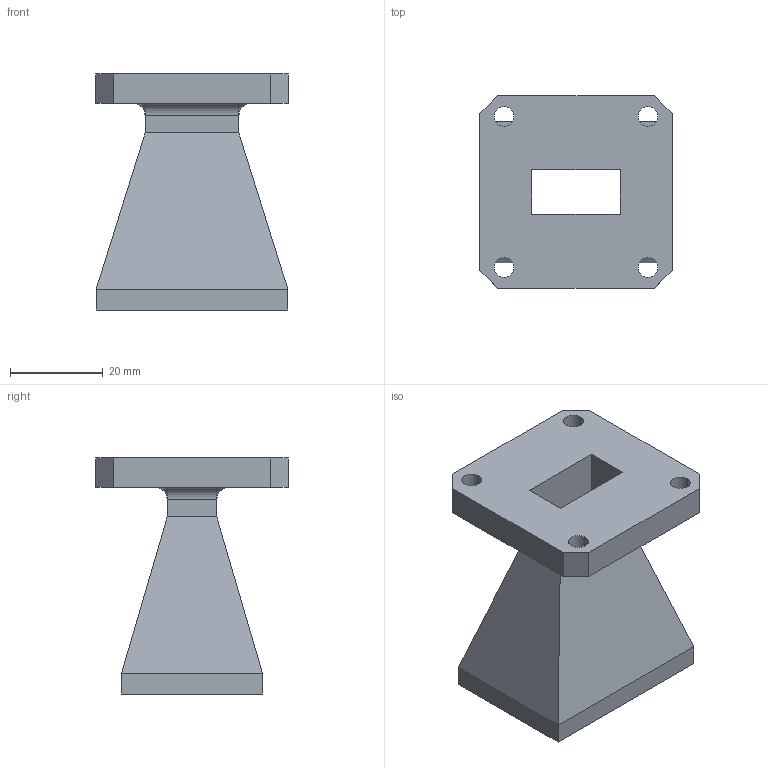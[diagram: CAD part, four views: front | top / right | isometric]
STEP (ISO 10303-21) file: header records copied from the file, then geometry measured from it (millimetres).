
FILE_DESCRIPTION (( 'STEP AP203' ), '1' );
FILE_NAME ('SMW90AN001.step', '2018-09-13T16:30:16', ( '' ), ( '' ), 'SwSTEP 2.0', 'SolidWorks 2017', '' );
FILE_SCHEMA (( 'CONFIG_CONTROL_DESIGN' ));
Length unit declared in the file: inch
Products named in the file (1): SMW90AN001
Bounding box: 41.4 x 41.4 x 50.8 mm (x, y, z)
Volume: 11914.2 mm3; surface area: 13624.1 mm2
Topology: 1 solids, 1 shells, 51 faces, 124 edges, 72 vertices
Faces by surface type: plane 35, cylinder 12, torus 4
Entity records: 1533 total; most frequent: CARTESIAN_POINT 256, DIRECTION 248, ORIENTED_EDGE 240, EDGE_CURVE 120, LINE 88, VECTOR 88, AXIS2_PLACEMENT_3D 80, VERTEX_POINT 72
